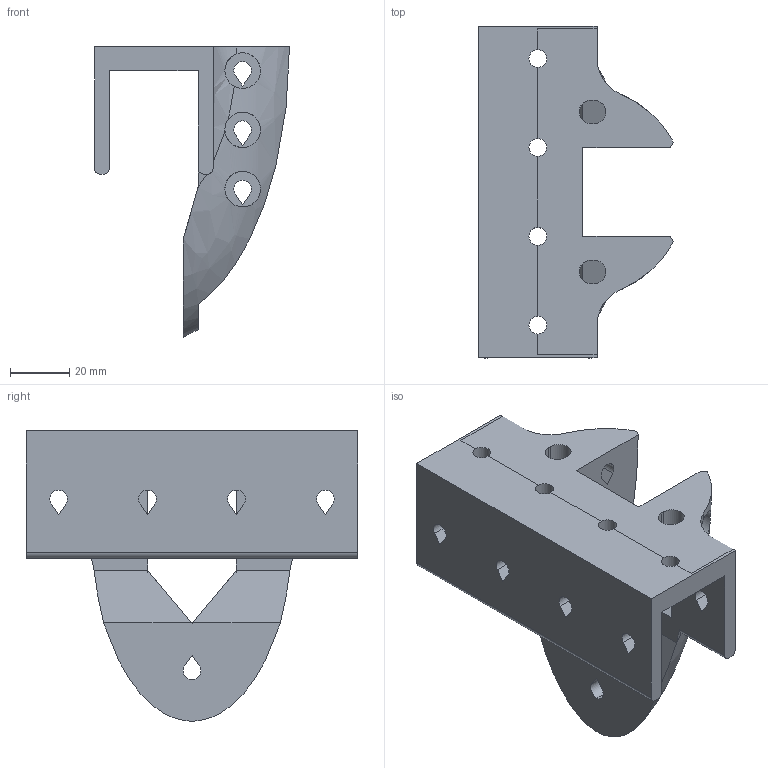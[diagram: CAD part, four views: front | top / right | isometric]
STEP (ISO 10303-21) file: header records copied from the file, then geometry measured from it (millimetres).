
FILE_DESCRIPTION(('FreeCAD Model'),'2;1');
FILE_NAME('CenterNode.step','2015-07-21T19:10:40',('Author'),(''), 'Open CASCADE STEP processor 6.8','FreeCAD','Unknown');
FILE_SCHEMA(('AUTOMOTIVE_DESIGN_CC2 { 1 2 10303 214 -1 1 5 4 }'));
Length unit declared in the file: millimetre
Products named in the file (1): CenterNode
Bounding box: 65.81 x 112 x 97.98 mm (x, y, z)
Volume: 105586 mm3; surface area: 40766.9 mm2
Topology: 1 solids, 1 shells, 109 faces, 383 edges, 268 vertices
Faces by surface type: plane 60, cylinder 39, bspline 10
Full cylindrical faces by diameter (mm): 6 x4, 12 x6
Entity records: 25304 total; most frequent: CARTESIAN_POINT 18414, DIRECTION 1076, ORIENTED_EDGE 762, PCURVE 762, DEFINITIONAL_REPRESENTATION 762, LINE 667, VECTOR 667, EDGE_CURVE 381
